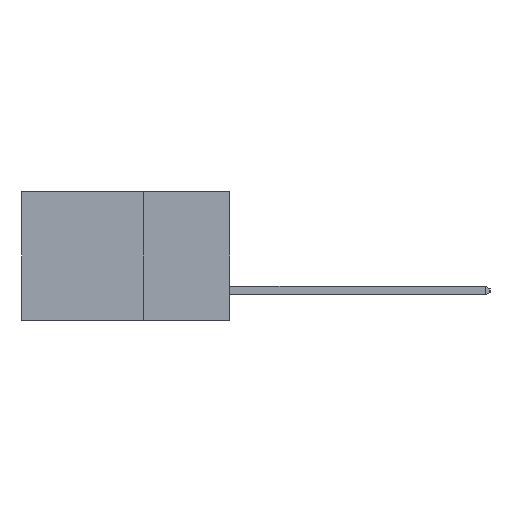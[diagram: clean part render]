
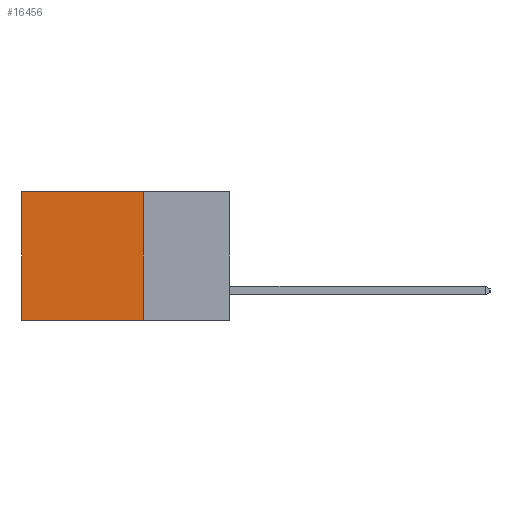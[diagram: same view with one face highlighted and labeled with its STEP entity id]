
A CAD part, left-side view. The second image highlights one B-rep face of the part: STEP entity #16456.
In plain terms, the highlighted planar face has unit normal (-1, 0, 0).
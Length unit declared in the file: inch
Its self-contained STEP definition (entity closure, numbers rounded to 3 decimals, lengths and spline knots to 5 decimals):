
#123 = VECTOR ( 'NONE', #6417, 39.37008 ) ;
#783 = EDGE_CURVE ( 'NONE', #10376, #8598, #3730, .T. ) ;
#2217 = LINE ( 'NONE', #3249, #8972 ) ;
#2300 = DIRECTION ( 'NONE',  ( 0., 0., -1. ) ) ;
#2633 = FACE_OUTER_BOUND ( 'NONE', #7947, .T. ) ;
#3229 = DIRECTION ( 'NONE',  ( 0., 1., 0. ) ) ;
#3249 = CARTESIAN_POINT ( 'NONE',  ( 0.298, 0.25, 0. ) ) ;
#3530 = EDGE_CURVE ( 'NONE', #14308, #8598, #8416, .T. ) ;
#3730 = LINE ( 'NONE', #18054, #11829 ) ;
#4164 = PLANE ( 'NONE',  #15468 ) ;
#4329 = ORIENTED_EDGE ( 'NONE', *, *, #13163, .F. ) ;
#4891 = CARTESIAN_POINT ( 'NONE',  ( 0.298, 0.25, 0. ) ) ;
#5689 = DIRECTION ( 'NONE',  ( 0., 0., -1. ) ) ;
#6417 = DIRECTION ( 'NONE',  ( 0., 0., -1. ) ) ;
#7310 = VERTEX_POINT ( 'NONE', #4891 ) ;
#7509 = EDGE_CURVE ( 'NONE', #7310, #14308, #2217, .T. ) ;
#7947 = EDGE_LOOP ( 'NONE', ( #14575, #15281, #4329, #12414 ) ) ;
#8416 = LINE ( 'NONE', #10206, #123 ) ;
#8598 = VERTEX_POINT ( 'NONE', #15100 ) ;
#8972 = VECTOR ( 'NONE', #3229, 39.37008 ) ;
#10017 = VECTOR ( 'NONE', #2300, 39.37008 ) ;
#10120 = DIRECTION ( 'NONE',  ( 0., 1., 0. ) ) ;
#10206 = CARTESIAN_POINT ( 'NONE',  ( 0.298, 0.6, 0. ) ) ;
#10376 = VERTEX_POINT ( 'NONE', #13422 ) ;
#10849 = CARTESIAN_POINT ( 'NONE',  ( 0.298, 0.6, 0. ) ) ;
#11829 = VECTOR ( 'NONE', #10120, 39.37008 ) ;
#12414 = ORIENTED_EDGE ( 'NONE', *, *, #7509, .T. ) ;
#13163 = EDGE_CURVE ( 'NONE', #7310, #10376, #18121, .T. ) ;
#13205 = CARTESIAN_POINT ( 'NONE',  ( 0.298, 0.25, 0. ) ) ;
#13422 = CARTESIAN_POINT ( 'NONE',  ( 0.298, 0.25, -0.37 ) ) ;
#14308 = VERTEX_POINT ( 'NONE', #10849 ) ;
#14575 = ORIENTED_EDGE ( 'NONE', *, *, #3530, .T. ) ;
#14633 = DIRECTION ( 'NONE',  ( 1., 0., 0. ) ) ;
#15100 = CARTESIAN_POINT ( 'NONE',  ( 0.298, 0.6, -0.37 ) ) ;
#15281 = ORIENTED_EDGE ( 'NONE', *, *, #783, .F. ) ;
#15468 = AXIS2_PLACEMENT_3D ( 'NONE', #13205, #14633, #5689 ) ;
#15781 = CARTESIAN_POINT ( 'NONE',  ( 0.298, 0.25, 0. ) ) ;
#16456 = ADVANCED_FACE ( 'NONE', ( #2633 ), #4164, .F. ) ;
#18054 = CARTESIAN_POINT ( 'NONE',  ( 0.298, 0.25, -0.37 ) ) ;
#18121 = LINE ( 'NONE', #15781, #10017 ) ;
